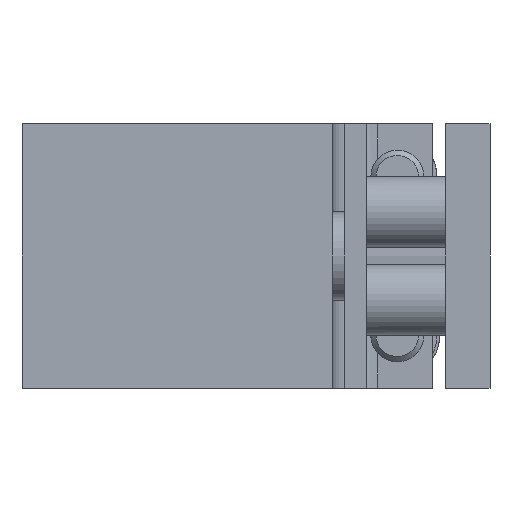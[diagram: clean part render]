
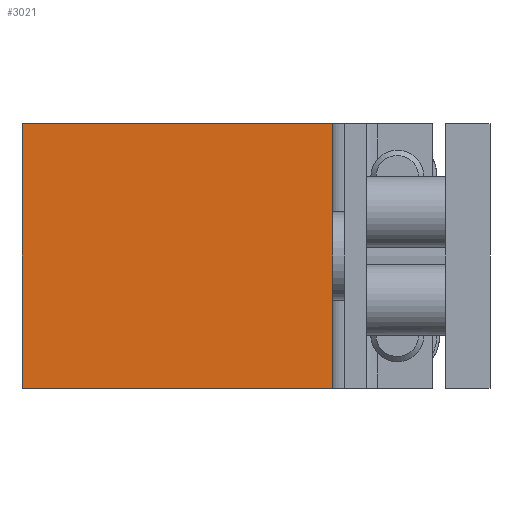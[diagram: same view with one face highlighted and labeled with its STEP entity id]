
A CAD part, left-side view. The second image highlights one B-rep face of the part: STEP entity #3021.
In plain terms, the highlighted face is planar.
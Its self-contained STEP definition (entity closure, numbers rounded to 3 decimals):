
#2982=CARTESIAN_POINT('',(66.0,0.0,15.0));
#2983=DIRECTION('',(1.0,0.0,0.0));
#2984=DIRECTION('',(0.0,0.0,-1.0));
#2985=AXIS2_PLACEMENT_3D('',#2982,#2983,#2984);
#2986=PLANE('',#2985);
#2987=CARTESIAN_POINT('',(66.0,0.0,-15.0));
#2988=VERTEX_POINT('',#2987);
#2989=CARTESIAN_POINT('',(66.0,35.2,-15.0));
#2990=VERTEX_POINT('',#2989);
#2991=CARTESIAN_POINT('',(66.0,0.0,-15.0));
#2992=DIRECTION('',(0.0,1.0,0.0));
#2993=VECTOR('',#2992,35.2);
#2994=LINE('',#2991,#2993);
#2995=EDGE_CURVE('',#2988,#2990,#2994,.T.);
#2996=ORIENTED_EDGE('',*,*,#2995,.T.);
#2997=CARTESIAN_POINT('',(66.0,35.2,15.0));
#2998=VERTEX_POINT('',#2997);
#2999=CARTESIAN_POINT('',(66.0,35.2,15.0));
#3000=DIRECTION('',(0.0,0.0,-1.0));
#3001=VECTOR('',#3000,30.0);
#3002=LINE('',#2999,#3001);
#3003=EDGE_CURVE('',#2998,#2990,#3002,.T.);
#3004=ORIENTED_EDGE('',*,*,#3003,.F.);
#3005=CARTESIAN_POINT('',(66.0,0.0,15.0));
#3006=VERTEX_POINT('',#3005);
#3007=CARTESIAN_POINT('',(66.0,0.0,15.0));
#3008=DIRECTION('',(0.0,1.0,0.0));
#3009=VECTOR('',#3008,35.2);
#3010=LINE('',#3007,#3009);
#3011=EDGE_CURVE('',#3006,#2998,#3010,.T.);
#3012=ORIENTED_EDGE('',*,*,#3011,.F.);
#3013=CARTESIAN_POINT('',(66.0,0.0,15.0));
#3014=DIRECTION('',(0.0,0.0,-1.0));
#3015=VECTOR('',#3014,30.0);
#3016=LINE('',#3013,#3015);
#3017=EDGE_CURVE('',#3006,#2988,#3016,.T.);
#3018=ORIENTED_EDGE('',*,*,#3017,.T.);
#3019=EDGE_LOOP('',(#2996,#3004,#3012,#3018));
#3020=FACE_OUTER_BOUND('',#3019,.T.);
#3021=ADVANCED_FACE('',(#3020),#2986,.T.);
